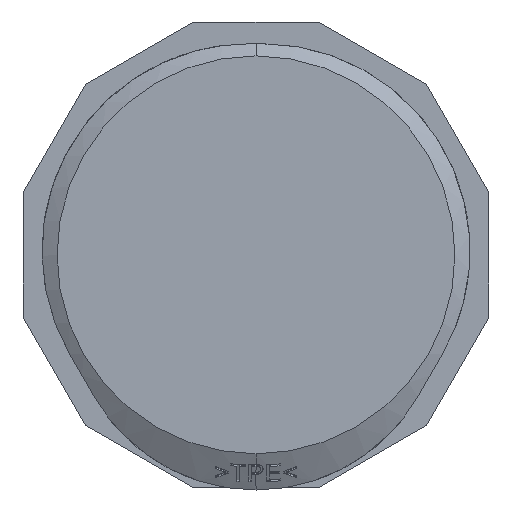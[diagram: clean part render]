
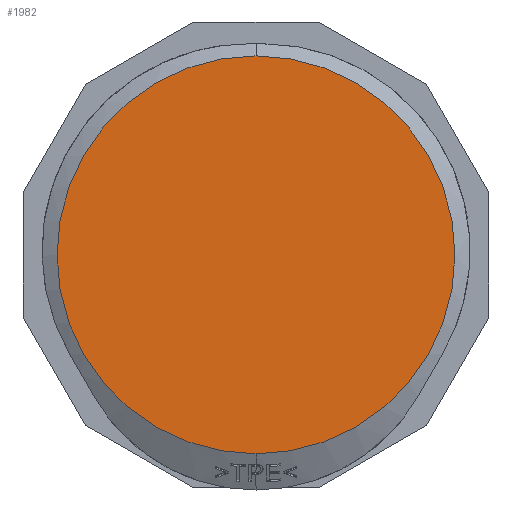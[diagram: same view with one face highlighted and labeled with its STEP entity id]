
A CAD part, front view. The second image highlights one B-rep face of the part: STEP entity #1982.
In plain terms, the highlighted planar face has unit normal (0, -1, 0).
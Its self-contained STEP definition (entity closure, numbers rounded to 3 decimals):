
#612=CIRCLE('',#12509,24.75);
#613=CIRCLE('',#12511,24.75);
#1328=FACE_OUTER_BOUND('',#3136,.T.);
#1982=ADVANCED_FACE('KES-E-R 50/9-A',(#1328),#2362,.F.);
#2362=PLANE('',#12513);
#3136=EDGE_LOOP('',(#6840,#6841));
#6840=ORIENTED_EDGE('',*,*,#9615,.F.);
#6841=ORIENTED_EDGE('',*,*,#9611,.F.);
#7933=VERTEX_POINT('',#26562);
#7934=VERTEX_POINT('',#26564);
#9611=EDGE_CURVE('GENERATED CIRCLE',#7933,#7934,#612,.T.);
#9615=EDGE_CURVE('GENERATED CIRCLE',#7934,#7933,#613,.T.);
#12509=AXIS2_PLACEMENT_3D('',#26563,#15293,#15294);
#12511=AXIS2_PLACEMENT_3D('',#26586,#15299,#15300);
#12513=AXIS2_PLACEMENT_3D('',#26588,#15303,#15304);
#15293=DIRECTION('',(0.,1.,0.));
#15294=DIRECTION('',(1.,0.,0.));
#15299=DIRECTION('',(0.,1.,0.));
#15300=DIRECTION('',(1.,0.,0.));
#15303=DIRECTION('',(0.,1.,0.));
#15304=DIRECTION('',(0.,0.,-1.));
#26562=CARTESIAN_POINT('',(0.,0.,-24.75));
#26563=CARTESIAN_POINT('',(0.,0.,0.));
#26564=CARTESIAN_POINT('',(0.,0.,24.75));
#26586=CARTESIAN_POINT('',(0.,0.,0.));
#26588=CARTESIAN_POINT('',(0.,0.,0.));
